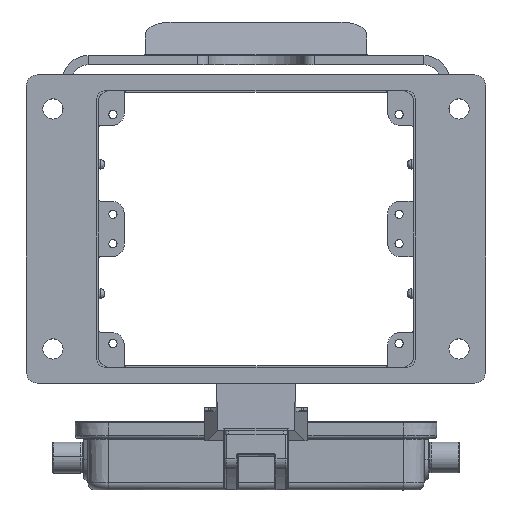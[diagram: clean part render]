
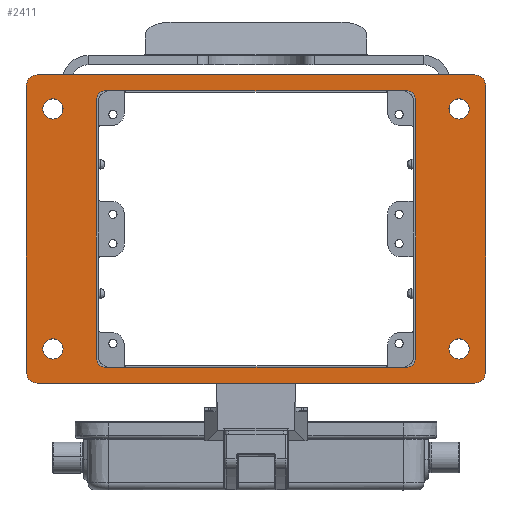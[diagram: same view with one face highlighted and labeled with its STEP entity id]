
A CAD part, front view. The second image highlights one B-rep face of the part: STEP entity #2411.
In plain terms, the highlighted planar face has unit normal (0, -1, 0).
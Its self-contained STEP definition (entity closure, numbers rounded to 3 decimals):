
#2411=ADVANCED_FACE('NONE',(#6146,#6147,#6148,#6149,#6150,#6151),#3205,
 .F.);
#3205=PLANE('',#17972);
#4122=LINE('',#26588,#5365);
#4127=LINE('',#26602,#5370);
#4131=LINE('',#26614,#5374);
#4135=LINE('',#26626,#5378);
#4146=LINE('',#26672,#5389);
#4150=LINE('',#26684,#5393);
#4154=LINE('',#26696,#5397);
#4158=LINE('',#26708,#5401);
#5365=VECTOR('',#20939,1.);
#5370=VECTOR('',#20952,1.);
#5374=VECTOR('',#20964,1.);
#5378=VECTOR('',#20976,1.);
#5389=VECTOR('',#21019,1.);
#5393=VECTOR('',#21031,1.);
#5397=VECTOR('',#21043,1.);
#5401=VECTOR('',#21055,1.);
#6146=FACE_BOUND('',#6613,.T.);
#6147=FACE_BOUND('',#6614,.T.);
#6148=FACE_BOUND('',#6615,.T.);
#6149=FACE_BOUND('',#6616,.T.);
#6150=FACE_BOUND('',#6617,.T.);
#6151=FACE_BOUND('',#6618,.T.);
#6613=EDGE_LOOP('',(#9250,#9251,#9252,#9253,#9254,#9255,#9256,#9257));
#6614=EDGE_LOOP('',(#9258,#9259));
#6615=EDGE_LOOP('',(#9260,#9261));
#6616=EDGE_LOOP('',(#9262,#9263,#9264,#9265,#9266,#9267,#9268,#9269));
#6617=EDGE_LOOP('',(#9270,#9271));
#6618=EDGE_LOOP('',(#9272,#9273));
#9250=ORIENTED_EDGE('',*,*,#15042,.F.);
#9251=ORIENTED_EDGE('',*,*,#15021,.F.);
#9252=ORIENTED_EDGE('',*,*,#15025,.F.);
#9253=ORIENTED_EDGE('',*,*,#15028,.F.);
#9254=ORIENTED_EDGE('',*,*,#15031,.F.);
#9255=ORIENTED_EDGE('',*,*,#15034,.F.);
#9256=ORIENTED_EDGE('',*,*,#15037,.F.);
#9257=ORIENTED_EDGE('',*,*,#15040,.F.);
#9258=ORIENTED_EDGE('',*,*,#15083,.F.);
#9259=ORIENTED_EDGE('',*,*,#15048,.F.);
#9260=ORIENTED_EDGE('',*,*,#15084,.F.);
#9261=ORIENTED_EDGE('',*,*,#15056,.F.);
#9262=ORIENTED_EDGE('',*,*,#15082,.T.);
#9263=ORIENTED_EDGE('',*,*,#15079,.T.);
#9264=ORIENTED_EDGE('',*,*,#15076,.T.);
#9265=ORIENTED_EDGE('',*,*,#15073,.T.);
#9266=ORIENTED_EDGE('',*,*,#15070,.T.);
#9267=ORIENTED_EDGE('',*,*,#15067,.T.);
#9268=ORIENTED_EDGE('',*,*,#15064,.T.);
#9269=ORIENTED_EDGE('',*,*,#15061,.T.);
#9270=ORIENTED_EDGE('',*,*,#15085,.F.);
#9271=ORIENTED_EDGE('',*,*,#15052,.F.);
#9272=ORIENTED_EDGE('',*,*,#15086,.F.);
#9273=ORIENTED_EDGE('',*,*,#15044,.F.);
#13074=VERTEX_POINT('',#26587);
#13075=VERTEX_POINT('',#26589);
#13077=VERTEX_POINT('',#26595);
#13079=VERTEX_POINT('',#26601);
#13081=VERTEX_POINT('',#26607);
#13083=VERTEX_POINT('',#26613);
#13085=VERTEX_POINT('',#26619);
#13087=VERTEX_POINT('',#26625);
#13088=VERTEX_POINT('',#26632);
#13090=VERTEX_POINT('',#26635);
#13092=VERTEX_POINT('',#26641);
#13094=VERTEX_POINT('',#26644);
#13096=VERTEX_POINT('',#26650);
#13098=VERTEX_POINT('',#26653);
#13100=VERTEX_POINT('',#26659);
#13102=VERTEX_POINT('',#26662);
#13106=VERTEX_POINT('',#26671);
#13107=VERTEX_POINT('',#26673);
#13109=VERTEX_POINT('',#26679);
#13111=VERTEX_POINT('',#26685);
#13113=VERTEX_POINT('',#26691);
#13115=VERTEX_POINT('',#26697);
#13117=VERTEX_POINT('',#26703);
#13119=VERTEX_POINT('',#26709);
#15021=EDGE_CURVE('NONE',#13074,#13075,#4122,.T.);
#15025=EDGE_CURVE('NONE',#13077,#13074,#16840,.T.);
#15028=EDGE_CURVE('NONE',#13079,#13077,#4127,.T.);
#15031=EDGE_CURVE('NONE',#13081,#13079,#16842,.T.);
#15034=EDGE_CURVE('NONE',#13083,#13081,#4131,.T.);
#15037=EDGE_CURVE('NONE',#13085,#13083,#16844,.T.);
#15040=EDGE_CURVE('NONE',#13087,#13085,#4135,.T.);
#15042=EDGE_CURVE('NONE',#13075,#13087,#16846,.T.);
#15044=EDGE_CURVE('NONE',#13088,#13090,#16847,.T.);
#15048=EDGE_CURVE('NONE',#13092,#13094,#16849,.T.);
#15052=EDGE_CURVE('NONE',#13096,#13098,#16851,.T.);
#15056=EDGE_CURVE('NONE',#13100,#13102,#16853,.T.);
#15061=EDGE_CURVE('NONE',#13107,#13106,#4146,.T.);
#15064=EDGE_CURVE('NONE',#13109,#13107,#16856,.T.);
#15067=EDGE_CURVE('NONE',#13111,#13109,#4150,.T.);
#15070=EDGE_CURVE('NONE',#13113,#13111,#16858,.T.);
#15073=EDGE_CURVE('NONE',#13115,#13113,#4154,.T.);
#15076=EDGE_CURVE('NONE',#13117,#13115,#16860,.T.);
#15079=EDGE_CURVE('NONE',#13119,#13117,#4158,.T.);
#15082=EDGE_CURVE('NONE',#13106,#13119,#16862,.T.);
#15083=EDGE_CURVE('NONE',#13094,#13092,#16863,.T.);
#15084=EDGE_CURVE('NONE',#13102,#13100,#16864,.T.);
#15085=EDGE_CURVE('NONE',#13098,#13096,#16865,.T.);
#15086=EDGE_CURVE('NONE',#13090,#13088,#16866,.T.);
#16840=CIRCLE('',#17926,2.5);
#16842=CIRCLE('',#17930,2.5);
#16844=CIRCLE('',#17934,2.5);
#16846=CIRCLE('',#17938,2.5);
#16847=CIRCLE('',#17940,2.75);
#16849=CIRCLE('',#17943,2.75);
#16851=CIRCLE('',#17946,2.75);
#16853=CIRCLE('',#17949,2.75);
#16856=CIRCLE('',#17954,3.);
#16858=CIRCLE('',#17958,3.);
#16860=CIRCLE('',#17962,3.);
#16862=CIRCLE('',#17966,3.);
#16863=CIRCLE('',#17968,2.75);
#16864=CIRCLE('',#17969,2.75);
#16865=CIRCLE('',#17970,2.75);
#16866=CIRCLE('',#17971,2.75);
#17926=AXIS2_PLACEMENT_3D('',#26596,#20946,#20947);
#17930=AXIS2_PLACEMENT_3D('',#26608,#20958,#20959);
#17934=AXIS2_PLACEMENT_3D('',#26620,#20970,#20971);
#17938=AXIS2_PLACEMENT_3D('',#26629,#20981,#20982);
#17940=AXIS2_PLACEMENT_3D('',#26634,#20986,#20987);
#17943=AXIS2_PLACEMENT_3D('',#26643,#20994,#20995);
#17946=AXIS2_PLACEMENT_3D('',#26652,#21002,#21003);
#17949=AXIS2_PLACEMENT_3D('',#26661,#21010,#21011);
#17954=AXIS2_PLACEMENT_3D('',#26678,#21025,#21026);
#17958=AXIS2_PLACEMENT_3D('',#26690,#21037,#21038);
#17962=AXIS2_PLACEMENT_3D('',#26702,#21049,#21050);
#17966=AXIS2_PLACEMENT_3D('',#26713,#21061,#21062);
#17968=AXIS2_PLACEMENT_3D('',#26715,#21065,#21066);
#17969=AXIS2_PLACEMENT_3D('',#26716,#21067,#21068);
#17970=AXIS2_PLACEMENT_3D('',#26717,#21069,#21070);
#17971=AXIS2_PLACEMENT_3D('',#26718,#21071,#21072);
#17972=AXIS2_PLACEMENT_3D('',#26719,#21073,#21074);
#20939=DIRECTION('',(0.,0.,-1.));
#20946=DIRECTION('',(0.,-1.,0.));
#20947=DIRECTION('',(-1.,0.,0.));
#20952=DIRECTION('',(-1.,0.,0.));
#20958=DIRECTION('',(0.,-1.,0.));
#20959=DIRECTION('',(1.,0.,0.));
#20964=DIRECTION('',(0.,0.,1.));
#20970=DIRECTION('',(0.,-1.,0.));
#20971=DIRECTION('',(1.,0.,0.));
#20976=DIRECTION('',(1.,0.,0.));
#20981=DIRECTION('',(0.,-1.,0.));
#20982=DIRECTION('',(1.,0.,0.));
#20986=DIRECTION('',(0.,-1.,0.));
#20987=DIRECTION('',(-1.,0.,0.));
#20994=DIRECTION('',(0.,-1.,0.));
#20995=DIRECTION('',(1.,0.,0.));
#21002=DIRECTION('',(0.,-1.,0.));
#21003=DIRECTION('',(-1.,0.,0.));
#21010=DIRECTION('',(0.,-1.,0.));
#21011=DIRECTION('',(1.,0.,0.));
#21019=DIRECTION('',(-1.,0.,0.));
#21025=DIRECTION('',(0.,-1.,0.));
#21026=DIRECTION('',(-1.,0.,0.));
#21031=DIRECTION('',(0.,0.,1.));
#21037=DIRECTION('',(0.,-1.,0.));
#21038=DIRECTION('',(1.,0.,0.));
#21043=DIRECTION('',(1.,0.,0.));
#21049=DIRECTION('',(0.,-1.,0.));
#21050=DIRECTION('',(1.,0.,0.));
#21055=DIRECTION('',(0.,0.,-1.));
#21061=DIRECTION('',(0.,-1.,0.));
#21062=DIRECTION('',(-1.,0.,0.));
#21065=DIRECTION('',(0.,-1.,0.));
#21066=DIRECTION('',(1.,0.,0.));
#21067=DIRECTION('',(0.,-1.,0.));
#21068=DIRECTION('',(1.,0.,0.));
#21069=DIRECTION('',(0.,-1.,0.));
#21070=DIRECTION('',(-1.,0.,0.));
#21071=DIRECTION('',(0.,-1.,0.));
#21072=DIRECTION('',(-1.,0.,0.));
#21073=DIRECTION('',(0.,1.,0.));
#21074=DIRECTION('',(-1.,0.,0.));
#26587=CARTESIAN_POINT('',(-43.2,51.6,35.));
#26588=CARTESIAN_POINT('',(-43.2,51.6,-35.));
#26589=CARTESIAN_POINT('',(-43.2,51.6,-35.));
#26595=CARTESIAN_POINT('',(-40.7,51.6,37.5));
#26596=CARTESIAN_POINT('',(-40.7,51.6,35.));
#26601=CARTESIAN_POINT('',(40.7,51.6,37.5));
#26602=CARTESIAN_POINT('',(40.7,51.6,37.5));
#26607=CARTESIAN_POINT('',(43.2,51.6,35.));
#26608=CARTESIAN_POINT('',(40.7,51.6,35.));
#26613=CARTESIAN_POINT('',(43.2,51.6,-35.));
#26614=CARTESIAN_POINT('',(43.2,51.6,-35.));
#26619=CARTESIAN_POINT('',(40.7,51.6,-37.5));
#26620=CARTESIAN_POINT('',(40.7,51.6,-35.));
#26625=CARTESIAN_POINT('',(-40.7,51.6,-37.5));
#26626=CARTESIAN_POINT('',(40.7,51.6,-37.5));
#26629=CARTESIAN_POINT('',(-40.7,51.6,-35.));
#26632=CARTESIAN_POINT('',(-52.25,51.6,32.5));
#26634=CARTESIAN_POINT('',(-55.,51.6,32.5));
#26635=CARTESIAN_POINT('',(-57.75,51.6,32.5));
#26641=CARTESIAN_POINT('',(-52.25,51.6,-32.5));
#26643=CARTESIAN_POINT('',(-55.,51.6,-32.5));
#26644=CARTESIAN_POINT('',(-57.75,51.6,-32.5));
#26650=CARTESIAN_POINT('',(57.75,51.6,-32.5));
#26652=CARTESIAN_POINT('',(55.,51.6,-32.5));
#26653=CARTESIAN_POINT('',(52.25,51.6,-32.5));
#26659=CARTESIAN_POINT('',(57.75,51.6,32.5));
#26661=CARTESIAN_POINT('',(55.,51.6,32.5));
#26662=CARTESIAN_POINT('',(52.25,51.6,32.5));
#26671=CARTESIAN_POINT('',(-59.2,51.6,41.75));
#26672=CARTESIAN_POINT('',(59.2,51.6,41.75));
#26673=CARTESIAN_POINT('',(59.2,51.6,41.75));
#26678=CARTESIAN_POINT('',(59.2,51.6,38.75));
#26679=CARTESIAN_POINT('',(62.2,51.6,38.75));
#26684=CARTESIAN_POINT('',(62.2,51.6,-38.75));
#26685=CARTESIAN_POINT('',(62.2,51.6,-38.75));
#26690=CARTESIAN_POINT('',(59.2,51.6,-38.75));
#26691=CARTESIAN_POINT('',(59.2,51.6,-41.75));
#26696=CARTESIAN_POINT('',(59.2,51.6,-41.75));
#26697=CARTESIAN_POINT('',(-59.2,51.6,-41.75));
#26702=CARTESIAN_POINT('',(-59.2,51.6,-38.75));
#26703=CARTESIAN_POINT('',(-62.2,51.6,-38.75));
#26708=CARTESIAN_POINT('',(-62.2,51.6,-38.75));
#26709=CARTESIAN_POINT('',(-62.2,51.6,38.75));
#26713=CARTESIAN_POINT('',(-59.2,51.6,38.75));
#26715=CARTESIAN_POINT('',(-55.,51.6,-32.5));
#26716=CARTESIAN_POINT('',(55.,51.6,32.5));
#26717=CARTESIAN_POINT('',(55.,51.6,-32.5));
#26718=CARTESIAN_POINT('',(-55.,51.6,32.5));
#26719=CARTESIAN_POINT('',(-59.2,51.6,38.75));
